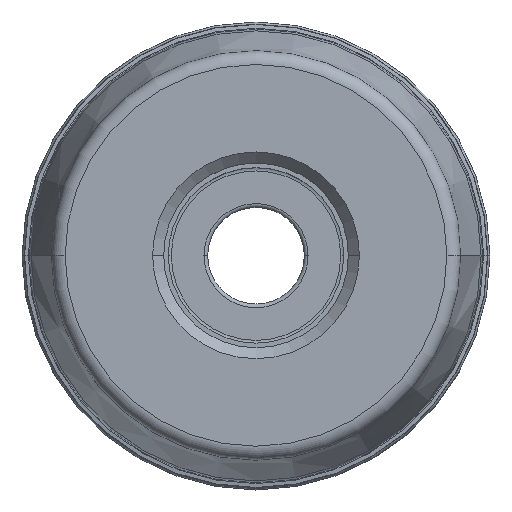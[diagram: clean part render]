
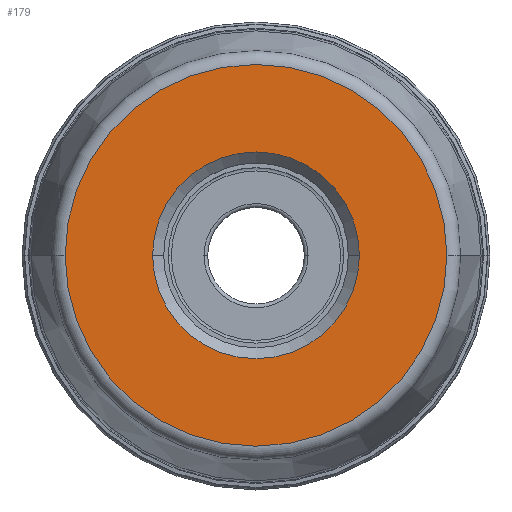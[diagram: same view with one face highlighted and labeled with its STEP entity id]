
A CAD part, top view. The second image highlights one B-rep face of the part: STEP entity #179.
In plain terms, the highlighted planar face has unit normal (0, 0, 1).
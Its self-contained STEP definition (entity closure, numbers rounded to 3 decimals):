
#28=PLANE('',#1710);
#34=FACE_BOUND('',#357,.T.);
#35=FACE_BOUND('',#358,.T.);
#179=ADVANCED_FACE('',(#34,#35),#28,.F.);
#357=EDGE_LOOP('',(#593,#594,#595,#596));
#358=EDGE_LOOP('',(#597,#598,#599,#600));
#593=ORIENTED_EDGE('',*,*,#1077,.F.);
#594=ORIENTED_EDGE('',*,*,#1076,.F.);
#595=ORIENTED_EDGE('',*,*,#1072,.F.);
#596=ORIENTED_EDGE('',*,*,#1071,.F.);
#597=ORIENTED_EDGE('',*,*,#1078,.F.);
#598=ORIENTED_EDGE('',*,*,#1079,.F.);
#599=ORIENTED_EDGE('',*,*,#1080,.F.);
#600=ORIENTED_EDGE('',*,*,#1081,.F.);
#893=VERTEX_POINT('',#3551);
#894=VERTEX_POINT('',#3553);
#895=VERTEX_POINT('',#3555);
#897=VERTEX_POINT('',#3562);
#898=VERTEX_POINT('',#3566);
#899=VERTEX_POINT('',#3567);
#900=VERTEX_POINT('',#3569);
#901=VERTEX_POINT('',#3571);
#1071=EDGE_CURVE('',#893,#894,#1306,.T.);
#1072=EDGE_CURVE('',#894,#895,#1307,.T.);
#1076=EDGE_CURVE('',#895,#897,#1311,.T.);
#1077=EDGE_CURVE('',#897,#893,#1312,.T.);
#1078=EDGE_CURVE('',#898,#899,#1313,.T.);
#1079=EDGE_CURVE('',#900,#898,#1314,.T.);
#1080=EDGE_CURVE('',#901,#900,#1315,.T.);
#1081=EDGE_CURVE('',#899,#901,#1316,.T.);
#1306=CIRCLE('',#1697,20.725);
#1307=CIRCLE('',#1698,20.725);
#1311=CIRCLE('',#1703,20.725);
#1312=CIRCLE('',#1704,20.725);
#1313=CIRCLE('',#1706,11.225);
#1314=CIRCLE('',#1707,11.225);
#1315=CIRCLE('',#1708,11.225);
#1316=CIRCLE('',#1709,11.225);
#1697=AXIS2_PLACEMENT_3D('',#3552,#2075,#2076);
#1698=AXIS2_PLACEMENT_3D('',#3554,#2077,#2078);
#1703=AXIS2_PLACEMENT_3D('',#3561,#2087,#2088);
#1704=AXIS2_PLACEMENT_3D('',#3563,#2089,#2090);
#1706=AXIS2_PLACEMENT_3D('',#3565,#2093,#2094);
#1707=AXIS2_PLACEMENT_3D('',#3568,#2095,#2096);
#1708=AXIS2_PLACEMENT_3D('',#3570,#2097,#2098);
#1709=AXIS2_PLACEMENT_3D('',#3572,#2099,#2100);
#1710=AXIS2_PLACEMENT_3D('',#3573,#2101,#2102);
#2075=DIRECTION('',(0.,0.,-1.));
#2076=DIRECTION('',(1.,0.,0.));
#2077=DIRECTION('',(0.,0.,-1.));
#2078=DIRECTION('',(1.,-0.001,0.));
#2087=DIRECTION('',(0.,0.,-1.));
#2088=DIRECTION('',(-1.,0.,0.));
#2089=DIRECTION('',(0.,0.,-1.));
#2090=DIRECTION('',(-1.,0.001,0.));
#2093=DIRECTION('',(0.,0.,1.));
#2094=DIRECTION('',(0.,1.,0.));
#2095=DIRECTION('',(0.,0.,1.));
#2096=DIRECTION('',(1.,0.,0.));
#2097=DIRECTION('',(0.,0.,1.));
#2098=DIRECTION('',(0.,-1.,0.));
#2099=DIRECTION('',(0.,0.,1.));
#2100=DIRECTION('',(-1.,0.,0.));
#2101=DIRECTION('',(0.,0.,-1.));
#2102=DIRECTION('',(-1.,0.,0.));
#3551=CARTESIAN_POINT('',(20.725,0.,0.));
#3552=CARTESIAN_POINT('',(0.,0.,0.));
#3553=CARTESIAN_POINT('',(20.725,-0.02,0.));
#3554=CARTESIAN_POINT('',(0.,0.,0.));
#3555=CARTESIAN_POINT('',(-20.725,0.,0.));
#3561=CARTESIAN_POINT('',(0.,0.,0.));
#3562=CARTESIAN_POINT('',(-20.725,0.02,0.));
#3563=CARTESIAN_POINT('',(0.,0.,0.));
#3565=CARTESIAN_POINT('',(0.,0.,0.));
#3566=CARTESIAN_POINT('',(0.,11.225,0.));
#3567=CARTESIAN_POINT('',(-11.225,0.,0.));
#3568=CARTESIAN_POINT('',(0.,0.,0.));
#3569=CARTESIAN_POINT('',(11.225,0.,0.));
#3570=CARTESIAN_POINT('',(0.,0.,0.));
#3571=CARTESIAN_POINT('',(0.,-11.225,0.));
#3572=CARTESIAN_POINT('',(0.,0.,0.));
#3573=CARTESIAN_POINT('',(0.,0.,0.));
